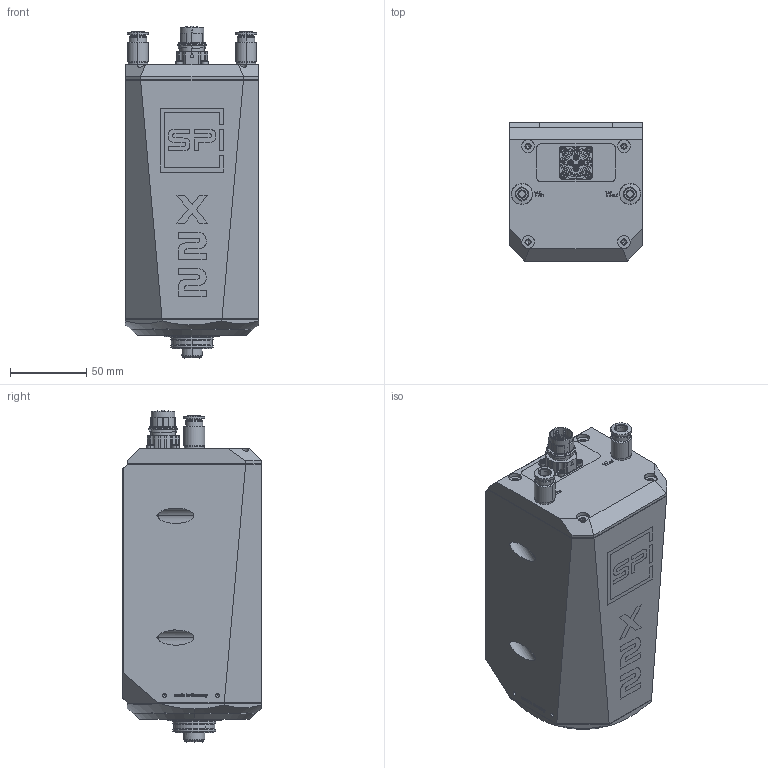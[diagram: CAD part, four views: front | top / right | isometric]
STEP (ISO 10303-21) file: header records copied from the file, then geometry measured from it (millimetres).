
FILE_DESCRIPTION (( 'STEP AP214' ), '1' );
FILE_NAME ('X22-F-HSKC25.STEP', '2024-08-16T06:00:07', ( '' ), ( '' ), 'SwSTEP 2.0', 'SolidWorks 2020', '' );
FILE_SCHEMA (( 'AUTOMOTIVE_DESIGN' ));
Length unit declared in the file: millimetre
Products named in the file (20): C00049_C00004; B00051_B00035; C00707; C00097; B00016_B00016; B00024_Laserung; C00006_C00006; B00090_B00090; X22-F-HSKC25; Teil1^X22 Master Kunden-CAD; C00487_C00487; C00098; B00015_B00015; B00011_B00011; C00053_C00019; C00007_C00007; C00489_C00489; C00113; B00012_B00012; C00117
Assembly tree (44 placements, depth 2):
  X22-F-HSKC25
    B00090_B00090
    C00007_C00007
    C00117  x4
    C00098  x8
    B00011_B00011
    C00707  x4
    B00024_Laserung
    C00097  x6
    C00487_C00487
    C00489_C00489
    B00012_B00012
    B00016_B00016
    B00015_B00015
    C00006_C00006  x2
    B00051_B00035
    C00049_C00004
    C00053_C00019  x4
    C00113  x4
    Teil1^X22 Master Kunden-CAD
Bounding box: 88 x 91 x 218.05 mm (x, y, z)
Volume: 1260809.2 mm3; surface area: 242527.4 mm2
Topology: 45 solids, 49 shells, 5149 faces, 13471 edges, 8738 vertices
Faces by surface type: plane 2138, bspline 1289, cylinder 1104, cone 505, torus 113
Entity records: 231843 total; most frequent: CARTESIAN_POINT 98693, ORIENTED_EDGE 22936, DIRECTION 16299, EDGE_CURVE 11477, VERTEX_POINT 7560, VECTOR 6905, LINE 6905, EDGE_LOOP 4916
